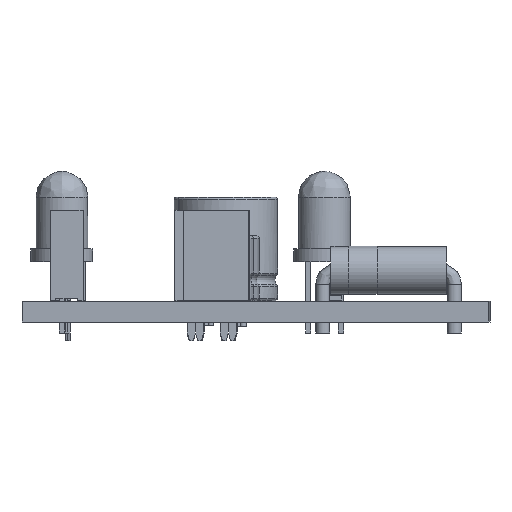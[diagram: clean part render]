
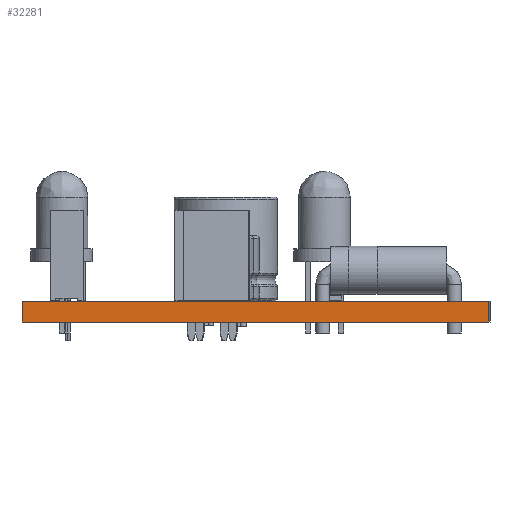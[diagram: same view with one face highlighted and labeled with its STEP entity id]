
A CAD part, left-side view. The second image highlights one B-rep face of the part: STEP entity #32281.
In plain terms, the highlighted planar face has unit normal (-1, -0.002, 0).
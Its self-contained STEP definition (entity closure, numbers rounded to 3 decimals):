
#26980 = PLANE('',#26981);
#26981 = AXIS2_PLACEMENT_3D('',#26982,#26983,#26984);
#26982 = CARTESIAN_POINT('',(91.82,-107.58,0.));
#26983 = DIRECTION('',(-0.006,1.,0.));
#26984 = DIRECTION('',(1.,0.006,0.));
#27008 = PLANE('',#27009);
#27009 = AXIS2_PLACEMENT_3D('',#27010,#27011,#27012);
#27010 = CARTESIAN_POINT('',(124.685,-89.57,1.6));
#27011 = DIRECTION('',(0.,0.,1.));
#27012 = DIRECTION('',(1.,0.,0.));
#27062 = PLANE('',#27063);
#27063 = AXIS2_PLACEMENT_3D('',#27064,#27065,#27066);
#27064 = CARTESIAN_POINT('',(124.685,-89.57,0.));
#27065 = DIRECTION('',(0.,0.,1.));
#27066 = DIRECTION('',(1.,0.,0.));
#27077 = EDGE_CURVE('',#27078,#27080,#27082,.T.);
#27078 = VERTEX_POINT('',#27079);
#27079 = CARTESIAN_POINT('',(91.82,-107.58,0.));
#27080 = VERTEX_POINT('',#27081);
#27081 = CARTESIAN_POINT('',(91.82,-107.58,1.6));
#27082 = SURFACE_CURVE('',#27083,(#27087,#27094),.PCURVE_S1.);
#27083 = LINE('',#27084,#27085);
#27084 = CARTESIAN_POINT('',(91.82,-107.58,0.));
#27085 = VECTOR('',#27086,1.);
#27086 = DIRECTION('',(0.,0.,1.));
#27087 = PCURVE('',#26980,#27088);
#27088 = DEFINITIONAL_REPRESENTATION('',(#27089),#27093);
#27089 = LINE('',#27090,#27091);
#27090 = CARTESIAN_POINT('',(0.,0.));
#27091 = VECTOR('',#27092,1.);
#27092 = DIRECTION('',(0.,-1.));
#27093 = ( GEOMETRIC_REPRESENTATION_CONTEXT(2) 
PARAMETRIC_REPRESENTATION_CONTEXT() REPRESENTATION_CONTEXT('2D SPACE',''
  ) );
#27094 = PCURVE('',#27095,#27100);
#27095 = PLANE('',#27096);
#27096 = AXIS2_PLACEMENT_3D('',#27097,#27098,#27099);
#27097 = CARTESIAN_POINT('',(91.74,-71.53,0.));
#27098 = DIRECTION('',(1.,0.002,0.));
#27099 = DIRECTION('',(0.002,-1.,0.));
#27100 = DEFINITIONAL_REPRESENTATION('',(#27101),#27105);
#27101 = LINE('',#27102,#27103);
#27102 = CARTESIAN_POINT('',(36.05,0.));
#27103 = VECTOR('',#27104,1.);
#27104 = DIRECTION('',(0.,-1.));
#27105 = ( GEOMETRIC_REPRESENTATION_CONTEXT(2) 
PARAMETRIC_REPRESENTATION_CONTEXT() REPRESENTATION_CONTEXT('2D SPACE',''
  ) );
#27283 = VERTEX_POINT('',#27284);
#27284 = CARTESIAN_POINT('',(91.74,-71.53,0.));
#27298 = PLANE('',#27299);
#27299 = AXIS2_PLACEMENT_3D('',#27300,#27301,#27302);
#27300 = CARTESIAN_POINT('',(97.3,-71.52,0.));
#27301 = DIRECTION('',(0.002,-1.,0.));
#27302 = DIRECTION('',(-1.,-0.002,0.));
#27310 = EDGE_CURVE('',#27283,#27078,#27311,.T.);
#27311 = SURFACE_CURVE('',#27312,(#27316,#27323),.PCURVE_S1.);
#27312 = LINE('',#27313,#27314);
#27313 = CARTESIAN_POINT('',(91.74,-71.53,0.));
#27314 = VECTOR('',#27315,1.);
#27315 = DIRECTION('',(0.002,-1.,0.));
#27316 = PCURVE('',#27062,#27317);
#27317 = DEFINITIONAL_REPRESENTATION('',(#27318),#27322);
#27318 = LINE('',#27319,#27320);
#27319 = CARTESIAN_POINT('',(-32.945,18.04));
#27320 = VECTOR('',#27321,1.);
#27321 = DIRECTION('',(0.002,-1.));
#27322 = ( GEOMETRIC_REPRESENTATION_CONTEXT(2) 
PARAMETRIC_REPRESENTATION_CONTEXT() REPRESENTATION_CONTEXT('2D SPACE',''
  ) );
#27323 = PCURVE('',#27095,#27324);
#27324 = DEFINITIONAL_REPRESENTATION('',(#27325),#27329);
#27325 = LINE('',#27326,#27327);
#27326 = CARTESIAN_POINT('',(0.,0.));
#27327 = VECTOR('',#27328,1.);
#27328 = DIRECTION('',(1.,0.));
#27329 = ( GEOMETRIC_REPRESENTATION_CONTEXT(2) 
PARAMETRIC_REPRESENTATION_CONTEXT() REPRESENTATION_CONTEXT('2D SPACE',''
  ) );
#30026 = VERTEX_POINT('',#30027);
#30027 = CARTESIAN_POINT('',(91.74,-71.53,1.6));
#30048 = EDGE_CURVE('',#30026,#27080,#30049,.T.);
#30049 = SURFACE_CURVE('',#30050,(#30054,#30061),.PCURVE_S1.);
#30050 = LINE('',#30051,#30052);
#30051 = CARTESIAN_POINT('',(91.74,-71.53,1.6));
#30052 = VECTOR('',#30053,1.);
#30053 = DIRECTION('',(0.002,-1.,0.));
#30054 = PCURVE('',#27008,#30055);
#30055 = DEFINITIONAL_REPRESENTATION('',(#30056),#30060);
#30056 = LINE('',#30057,#30058);
#30057 = CARTESIAN_POINT('',(-32.945,18.04));
#30058 = VECTOR('',#30059,1.);
#30059 = DIRECTION('',(0.002,-1.));
#30060 = ( GEOMETRIC_REPRESENTATION_CONTEXT(2) 
PARAMETRIC_REPRESENTATION_CONTEXT() REPRESENTATION_CONTEXT('2D SPACE',''
  ) );
#30061 = PCURVE('',#27095,#30062);
#30062 = DEFINITIONAL_REPRESENTATION('',(#30063),#30067);
#30063 = LINE('',#30064,#30065);
#30064 = CARTESIAN_POINT('',(0.,-1.6));
#30065 = VECTOR('',#30066,1.);
#30066 = DIRECTION('',(1.,0.));
#30067 = ( GEOMETRIC_REPRESENTATION_CONTEXT(2) 
PARAMETRIC_REPRESENTATION_CONTEXT() REPRESENTATION_CONTEXT('2D SPACE',''
  ) );
#32281 = ADVANCED_FACE('',(#32282),#27095,.F.);
#32282 = FACE_BOUND('',#32283,.F.);
#32283 = EDGE_LOOP('',(#32284,#32305,#32306,#32307));
#32284 = ORIENTED_EDGE('',*,*,#32285,.T.);
#32285 = EDGE_CURVE('',#27283,#30026,#32286,.T.);
#32286 = SURFACE_CURVE('',#32287,(#32291,#32298),.PCURVE_S1.);
#32287 = LINE('',#32288,#32289);
#32288 = CARTESIAN_POINT('',(91.74,-71.53,0.));
#32289 = VECTOR('',#32290,1.);
#32290 = DIRECTION('',(0.,0.,1.));
#32291 = PCURVE('',#27095,#32292);
#32292 = DEFINITIONAL_REPRESENTATION('',(#32293),#32297);
#32293 = LINE('',#32294,#32295);
#32294 = CARTESIAN_POINT('',(0.,0.));
#32295 = VECTOR('',#32296,1.);
#32296 = DIRECTION('',(0.,-1.));
#32297 = ( GEOMETRIC_REPRESENTATION_CONTEXT(2) 
PARAMETRIC_REPRESENTATION_CONTEXT() REPRESENTATION_CONTEXT('2D SPACE',''
  ) );
#32298 = PCURVE('',#27298,#32299);
#32299 = DEFINITIONAL_REPRESENTATION('',(#32300),#32304);
#32300 = LINE('',#32301,#32302);
#32301 = CARTESIAN_POINT('',(5.56,0.));
#32302 = VECTOR('',#32303,1.);
#32303 = DIRECTION('',(0.,-1.));
#32304 = ( GEOMETRIC_REPRESENTATION_CONTEXT(2) 
PARAMETRIC_REPRESENTATION_CONTEXT() REPRESENTATION_CONTEXT('2D SPACE',''
  ) );
#32305 = ORIENTED_EDGE('',*,*,#30048,.T.);
#32306 = ORIENTED_EDGE('',*,*,#27077,.F.);
#32307 = ORIENTED_EDGE('',*,*,#27310,.F.);
